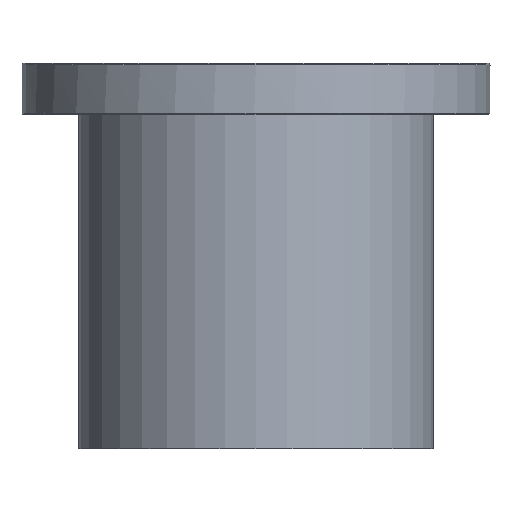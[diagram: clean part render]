
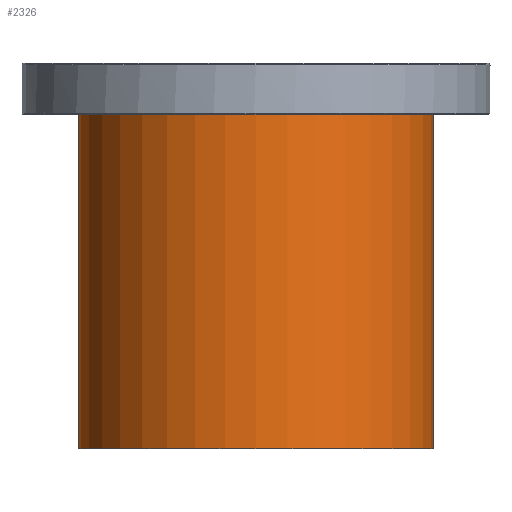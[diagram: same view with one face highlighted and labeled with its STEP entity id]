
A CAD part, front view. The second image highlights one B-rep face of the part: STEP entity #2326.
In plain terms, the highlighted cylindrical face has radius 77 mm (diameter 154 mm), a full revolution.
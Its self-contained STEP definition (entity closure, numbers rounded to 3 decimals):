
#2264=CARTESIAN_POINT('',(0.,77.,157.5));
#2265=VERTEX_POINT('',#2264);
#2266=CARTESIAN_POINT('',(0.,0.,157.5));
#2267=DIRECTION('',(0.0,0.0,-1.0));
#2268=DIRECTION('',(-1.0,0.0,0.0));
#2269=AXIS2_PLACEMENT_3D('',#2266,#2267,#2268);
#2270=CIRCLE('',#2269,77.);
#2271=EDGE_CURVE('',#2265,#2265,#2270,.T.);
#2307=CARTESIAN_POINT('',(0.,0.,0.));
#2308=DIRECTION('',(0.,0.,1.0));
#2309=DIRECTION('',(-1.0,0.0,0.0));
#2310=AXIS2_PLACEMENT_3D('',#2307,#2308,#2309);
#2311=CYLINDRICAL_SURFACE('',#2310,77.);
#2312=ORIENTED_EDGE('',*,*,#2271,.T.);
#2313=EDGE_LOOP('',(#2312));
#2314=FACE_OUTER_BOUND('',#2313,.T.);
#2315=CARTESIAN_POINT('',(77.,0.,0.));
#2316=VERTEX_POINT('',#2315);
#2317=CARTESIAN_POINT('',(0.,0.,0.));
#2318=DIRECTION('',(0.0,0.0,-1.0));
#2319=DIRECTION('',(-1.0,0.0,0.0));
#2320=AXIS2_PLACEMENT_3D('',#2317,#2318,#2319);
#2321=CIRCLE('',#2320,77.);
#2322=EDGE_CURVE('',#2316,#2316,#2321,.T.);
#2323=ORIENTED_EDGE('',*,*,#2322,.F.);
#2324=EDGE_LOOP('',(#2323));
#2325=FACE_BOUND('',#2324,.T.);
#2326=ADVANCED_FACE('',(#2314,#2325),#2311,.T.);
